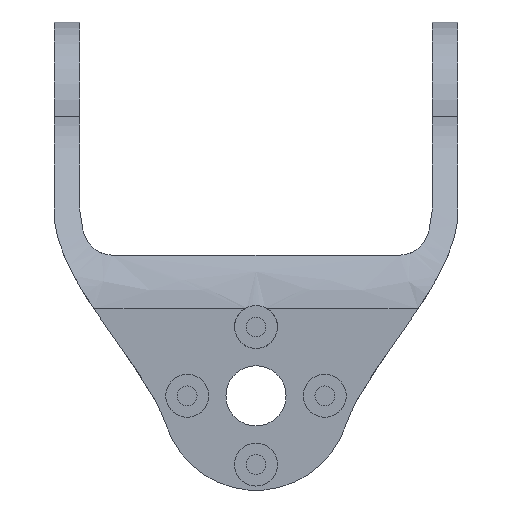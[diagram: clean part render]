
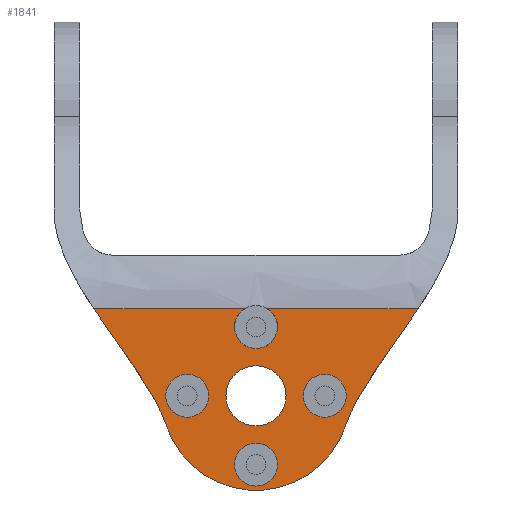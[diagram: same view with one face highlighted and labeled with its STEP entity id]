
A CAD part, front view. The second image highlights one B-rep face of the part: STEP entity #1841.
In plain terms, the highlighted planar face has unit normal (0, -1, 0).
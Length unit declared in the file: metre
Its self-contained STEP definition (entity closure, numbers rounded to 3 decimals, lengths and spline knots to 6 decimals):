
#58=PLANE('',#2018);
#108=B_SPLINE_CURVE_WITH_KNOTS('',3,(#2903,#2904,#2905,#2906,#2907,#2908,
#2909,#2910,#2911),.UNSPECIFIED.,.F.,.F.,(4,1,1,1,1,1,4),(0.,0.125,0.25,
0.5,0.75,0.875,1.),.UNSPECIFIED.);
#109=B_SPLINE_CURVE_WITH_KNOTS('',3,(#2913,#2914,#2915,#2916,#2917,#2918,
#2919,#2920,#2921),.UNSPECIFIED.,.F.,.F.,(4,1,1,1,1,1,4),(0.,0.125,0.25,
0.5,0.75,0.875,1.),.UNSPECIFIED.);
#110=B_SPLINE_CURVE_WITH_KNOTS('',3,(#2922,#2923,#2924,#2925),
 .UNSPECIFIED.,.F.,.F.,(4,4),(0.,1.),.UNSPECIFIED.);
#111=B_SPLINE_CURVE_WITH_KNOTS('',3,(#2929,#2930,#2931,#2932),
 .UNSPECIFIED.,.F.,.F.,(4,4),(0.,1.),.UNSPECIFIED.);
#166=LINE('',#2829,#211);
#169=LINE('',#2896,#214);
#211=VECTOR('',#2315,1.);
#214=VECTOR('',#2318,1.);
#313=ORIENTED_EDGE('',*,*,#794,.F.);
#314=ORIENTED_EDGE('',*,*,#795,.T.);
#315=ORIENTED_EDGE('',*,*,#792,.F.);
#316=ORIENTED_EDGE('',*,*,#796,.F.);
#317=ORIENTED_EDGE('',*,*,#797,.F.);
#318=ORIENTED_EDGE('',*,*,#798,.T.);
#319=ORIENTED_EDGE('',*,*,#779,.T.);
#320=ORIENTED_EDGE('',*,*,#799,.F.);
#321=ORIENTED_EDGE('',*,*,#800,.F.);
#322=ORIENTED_EDGE('',*,*,#801,.F.);
#323=ORIENTED_EDGE('',*,*,#802,.T.);
#779=EDGE_CURVE('',#1021,#1019,#166,.T.);
#792=EDGE_CURVE('',#1032,#1033,#169,.T.);
#794=EDGE_CURVE('',#1034,#1019,#108,.T.);
#795=EDGE_CURVE('',#1034,#1033,#109,.T.);
#796=EDGE_CURVE('',#1035,#1032,#110,.F.);
#797=EDGE_CURVE('',#1036,#1035,#1201,.F.);
#798=EDGE_CURVE('',#1036,#1021,#111,.F.);
#799=EDGE_CURVE('',#1037,#1037,#1202,.T.);
#800=EDGE_CURVE('',#1038,#1038,#1203,.T.);
#801=EDGE_CURVE('',#1039,#1039,#1204,.T.);
#802=EDGE_CURVE('',#1040,#1040,#1205,.T.);
#1019=VERTEX_POINT('',#2827);
#1021=VERTEX_POINT('',#2830);
#1032=VERTEX_POINT('',#2895);
#1033=VERTEX_POINT('',#2897);
#1034=VERTEX_POINT('',#2912);
#1035=VERTEX_POINT('',#2926);
#1036=VERTEX_POINT('',#2928);
#1037=VERTEX_POINT('',#2934);
#1038=VERTEX_POINT('',#2936);
#1039=VERTEX_POINT('',#2938);
#1040=VERTEX_POINT('',#2940);
#1201=CIRCLE('',#2019,0.011);
#1202=CIRCLE('',#2020,0.0035);
#1203=CIRCLE('',#2021,0.0025);
#1204=CIRCLE('',#2022,0.0025);
#1205=CIRCLE('',#2023,0.0025);
#1317=EDGE_LOOP('',(#313,#314,#315,#316,#317,#318,#319));
#1318=EDGE_LOOP('',(#320));
#1319=EDGE_LOOP('',(#321));
#1320=EDGE_LOOP('',(#322));
#1321=EDGE_LOOP('',(#323));
#1558=FACE_BOUND('',#1317,.T.);
#1559=FACE_BOUND('',#1318,.T.);
#1560=FACE_BOUND('',#1319,.T.);
#1561=FACE_BOUND('',#1320,.T.);
#1562=FACE_BOUND('',#1321,.T.);
#1841=ADVANCED_FACE('',(#1558,#1559,#1560,#1561,#1562),#58,.T.);
#2018=AXIS2_PLACEMENT_3D('',#2902,#2319,#2320);
#2019=AXIS2_PLACEMENT_3D('',#2927,#2321,#2322);
#2020=AXIS2_PLACEMENT_3D('',#2933,#2323,#2324);
#2021=AXIS2_PLACEMENT_3D('',#2935,#2325,#2326);
#2022=AXIS2_PLACEMENT_3D('',#2937,#2327,#2328);
#2023=AXIS2_PLACEMENT_3D('',#2939,#2329,#2330);
#2315=DIRECTION('',(-1.,0.,0.));
#2318=DIRECTION('',(1.,0.,0.));
#2319=DIRECTION('',(0.,-1.,0.));
#2320=DIRECTION('',(0.,0.,-1.));
#2321=DIRECTION('',(0.,-1.,0.));
#2322=DIRECTION('',(0.,0.,-1.));
#2323=DIRECTION('',(0.,-1.,0.));
#2324=DIRECTION('',(1.,0.,0.));
#2325=DIRECTION('',(0.,-1.,0.));
#2326=DIRECTION('',(1.,0.,0.));
#2327=DIRECTION('',(0.,-1.,0.));
#2328=DIRECTION('',(1.,0.,0.));
#2329=DIRECTION('',(0.,1.,0.));
#2330=DIRECTION('',(-1.,0.,0.));
#2827=CARTESIAN_POINT('',(0.001327,-0.024,-0.272381));
#2829=CARTESIAN_POINT('',(0.025,-0.024,-0.272381));
#2830=CARTESIAN_POINT('',(0.018869,-0.024,-0.272381));
#2895=CARTESIAN_POINT('',(-0.018869,-0.024,-0.272381));
#2896=CARTESIAN_POINT('',(-0.025,-0.024,-0.272381));
#2897=CARTESIAN_POINT('',(-0.001327,-0.024,-0.272381));
#2902=CARTESIAN_POINT('',(0.025,-0.024,-0.25006));
#2903=CARTESIAN_POINT('',(0.,-0.024,-0.277));
#2904=CARTESIAN_POINT('',(0.000279,-0.024,-0.277));
#2905=CARTESIAN_POINT('',(0.000805,-0.024,-0.276918));
#2906=CARTESIAN_POINT('',(0.001772,-0.024,-0.276404));
#2907=CARTESIAN_POINT('',(0.002577,-0.024,-0.275237));
#2908=CARTESIAN_POINT('',(0.002513,-0.024,-0.27383));
#2909=CARTESIAN_POINT('',(0.001964,-0.024,-0.272876));
#2910=CARTESIAN_POINT('',(0.001563,-0.024,-0.272528));
#2911=CARTESIAN_POINT('',(0.001327,-0.024,-0.272381));
#2912=CARTESIAN_POINT('',(0.,-0.024,-0.277));
#2913=CARTESIAN_POINT('',(0.,-0.024,-0.277));
#2914=CARTESIAN_POINT('',(-0.000279,-0.024,-0.277));
#2915=CARTESIAN_POINT('',(-0.000805,-0.024,-0.276918));
#2916=CARTESIAN_POINT('',(-0.001772,-0.024,-0.276404));
#2917=CARTESIAN_POINT('',(-0.002577,-0.024,-0.275237));
#2918=CARTESIAN_POINT('',(-0.002513,-0.024,-0.27383));
#2919=CARTESIAN_POINT('',(-0.001964,-0.024,-0.272876));
#2920=CARTESIAN_POINT('',(-0.001563,-0.024,-0.272528));
#2921=CARTESIAN_POINT('',(-0.001327,-0.024,-0.272381));
#2922=CARTESIAN_POINT('',(-0.0235,-0.024,-0.261));
#2923=CARTESIAN_POINT('',(-0.0235,-0.024,-0.269285));
#2924=CARTESIAN_POINT('',(-0.012739,-0.024,-0.278834));
#2925=CARTESIAN_POINT('',(-0.01047,-0.024,-0.285874));
#2926=CARTESIAN_POINT('',(-0.01047,-0.024,-0.285874));
#2927=CARTESIAN_POINT('',(0.,-0.024,-0.2825));
#2928=CARTESIAN_POINT('',(0.01047,-0.024,-0.285874));
#2929=CARTESIAN_POINT('',(0.0235,-0.024,-0.261));
#2930=CARTESIAN_POINT('',(0.0235,-0.024,-0.269285));
#2931=CARTESIAN_POINT('',(0.012739,-0.024,-0.278834));
#2932=CARTESIAN_POINT('',(0.01047,-0.024,-0.285874));
#2933=CARTESIAN_POINT('',(0.,-0.024,-0.2825));
#2934=CARTESIAN_POINT('',(0.0035,-0.024,-0.2825));
#2935=CARTESIAN_POINT('',(0.008,-0.024,-0.2825));
#2936=CARTESIAN_POINT('',(0.0105,-0.024,-0.2825));
#2937=CARTESIAN_POINT('',(0.,-0.024,-0.2905));
#2938=CARTESIAN_POINT('',(0.0025,-0.024,-0.2905));
#2939=CARTESIAN_POINT('',(-0.008,-0.024,-0.2825));
#2940=CARTESIAN_POINT('',(-0.0105,-0.024,-0.2825));
